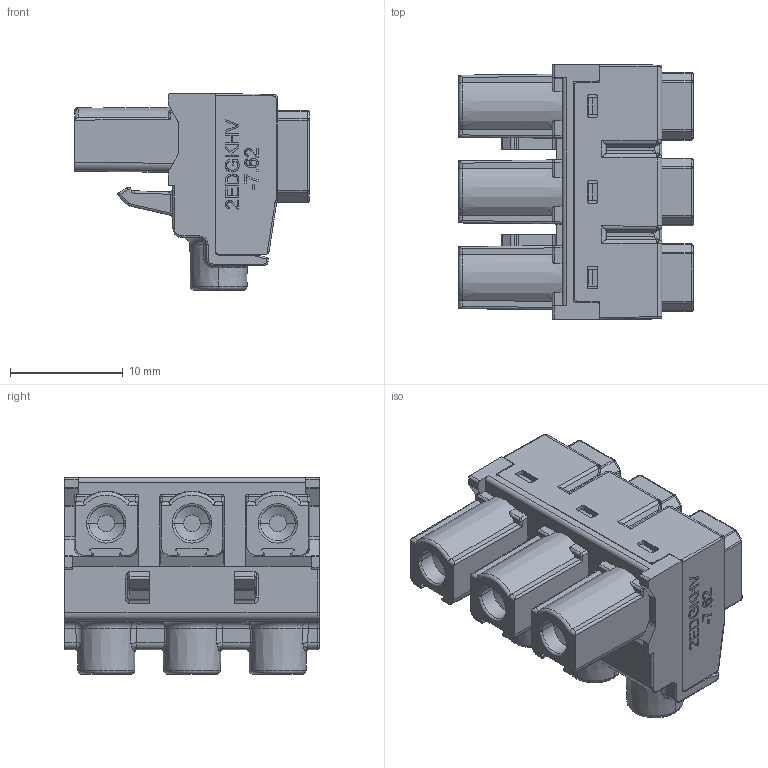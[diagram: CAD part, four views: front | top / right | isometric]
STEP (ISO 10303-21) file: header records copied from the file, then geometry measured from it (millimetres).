
FILE_DESCRIPTION((''),'2;1');
FILE_NAME('ZUO','2020-06-24T',('GYZ'),(''),'PRO/ENGINEER BY PARAMETRIC TECHNOLOGY CORPORATION, 2010280','PRO/ENGINEER BY PARAMETRIC TECHNOLOGY CORPORATION, 2010280','');
FILE_SCHEMA(('CONFIG_CONTROL_DESIGN'));
Products named in the file (1): ZUO
Bounding box: 20.85 x 22.64 x 17.5 mm (x, y, z)
Volume: 3197.5 mm3; surface area: 5482.9 mm2
Topology: 1 solids, 4 shells, 2005 faces, 5653 edges, 3611 vertices
Faces by surface type: plane 1096, cylinder 461, extrusion 221, sphere 72, torus 53, bspline 47, cone 39, revolution 16
Entity records: 68450 total; most frequent: CARTESIAN_POINT 18553, ORIENTED_EDGE 11164, DIRECTION 9063, EDGE_CURVE 5582, VECTOR 3871, LINE 3650, VERTEX_POINT 3611, AXIS2_PLACEMENT_3D 2588
